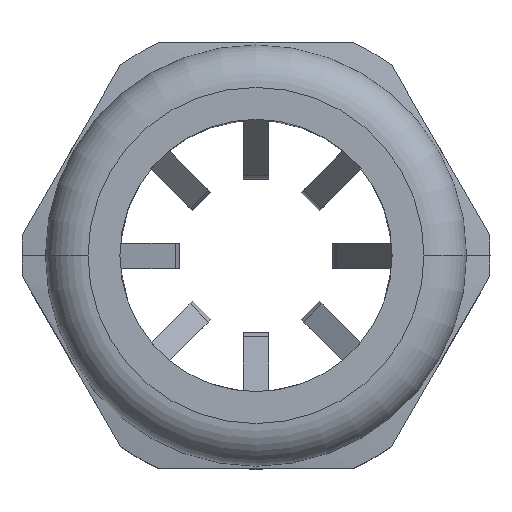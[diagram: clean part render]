
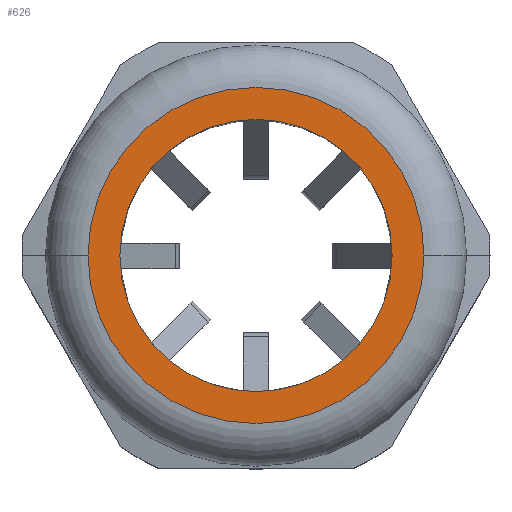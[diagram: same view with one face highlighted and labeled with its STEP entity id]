
A CAD part, top view. The second image highlights one B-rep face of the part: STEP entity #626.
In plain terms, the highlighted planar face has unit normal (0, 0, 1).
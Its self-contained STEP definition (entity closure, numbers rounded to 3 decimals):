
#31 = AXIS2_PLACEMENT_3D ( 'NONE', #1542, #1543, #1544 ) ;
#41 = AXIS2_PLACEMENT_3D ( 'NONE', #1516, #1517, #1518 ) ;
#275 = CIRCLE ( 'NONE', #2373, 19.75 ) ;
#276 = CIRCLE ( 'NONE', #2376, 16. ) ;
#342 = CIRCLE ( 'NONE', #31, 19.75 ) ;
#346 = CIRCLE ( 'NONE', #41, 16. ) ;
#552 = EDGE_CURVE ( 'NONE', #3256, #3191, #346, .T. ) ;
#560 = EDGE_CURVE ( 'NONE', #3311, #3310, #342, .T. ) ;
#626 = ADVANCED_FACE ( 'NONE', ( #2625, #2620 ), #902, .T. ) ;
#740 = EDGE_CURVE ( 'NONE', #3191, #3256, #276, .T. ) ;
#741 = EDGE_CURVE ( 'NONE', #3310, #3311, #275, .T. ) ;
#902 = PLANE ( 'NONE',  #2616 ) ;
#903 = CARTESIAN_POINT ( 'NONE',  ( 0., 0., 43.5 ) ) ;
#904 = DIRECTION ( 'NONE',  ( 0., 0., 1. ) ) ;
#905 = DIRECTION ( 'NONE',  ( 1., 0., 0. ) ) ;
#1287 = CARTESIAN_POINT ( 'NONE',  ( 0., 0., 43.5 ) ) ;
#1288 = DIRECTION ( 'NONE',  ( 0., 0., 1. ) ) ;
#1289 = DIRECTION ( 'NONE',  ( 1., 0., 0. ) ) ;
#1290 = CARTESIAN_POINT ( 'NONE',  ( 0., 0., 43.5 ) ) ;
#1291 = DIRECTION ( 'NONE',  ( 0., 0., 1. ) ) ;
#1292 = DIRECTION ( 'NONE',  ( 1., 0., 0. ) ) ;
#1516 = CARTESIAN_POINT ( 'NONE',  ( 0., 0., 43.5 ) ) ;
#1517 = DIRECTION ( 'NONE',  ( 0., 0., 1. ) ) ;
#1518 = DIRECTION ( 'NONE',  ( 1., 0., 0. ) ) ;
#1542 = CARTESIAN_POINT ( 'NONE',  ( 0., 0., 43.5 ) ) ;
#1543 = DIRECTION ( 'NONE',  ( 0., 0., 1. ) ) ;
#1544 = DIRECTION ( 'NONE',  ( 1., 0., 0. ) ) ;
#1664 = ORIENTED_EDGE ( 'NONE', *, *, #740, .F. ) ;
#1680 = ORIENTED_EDGE ( 'NONE', *, *, #560, .T. ) ;
#1705 = ORIENTED_EDGE ( 'NONE', *, *, #552, .F. ) ;
#1732 = ORIENTED_EDGE ( 'NONE', *, *, #741, .T. ) ;
#2108 = EDGE_LOOP ( 'NONE', ( #1664, #1705 ) ) ;
#2373 = AXIS2_PLACEMENT_3D ( 'NONE', #1290, #1291, #1292 ) ;
#2376 = AXIS2_PLACEMENT_3D ( 'NONE', #1287, #1288, #1289 ) ;
#2616 = AXIS2_PLACEMENT_3D ( 'NONE', #903, #904, #905 ) ;
#2620 = FACE_OUTER_BOUND ( 'NONE', #2638, .T. ) ;
#2625 = FACE_BOUND ( 'NONE', #2108, .T. ) ;
#2638 = EDGE_LOOP ( 'NONE', ( #1680, #1732 ) ) ;
#2933 = CARTESIAN_POINT ( 'NONE',  ( 16., 0., 43.5 ) ) ;
#2998 = CARTESIAN_POINT ( 'NONE',  ( -16., 0., 43.5 ) ) ;
#3052 = CARTESIAN_POINT ( 'NONE',  ( -19.75, 0., 43.5 ) ) ;
#3053 = CARTESIAN_POINT ( 'NONE',  ( 19.75, 0., 43.5 ) ) ;
#3191 = VERTEX_POINT ( 'NONE', #2933 ) ;
#3256 = VERTEX_POINT ( 'NONE', #2998 ) ;
#3310 = VERTEX_POINT ( 'NONE', #3052 ) ;
#3311 = VERTEX_POINT ( 'NONE', #3053 ) ;
